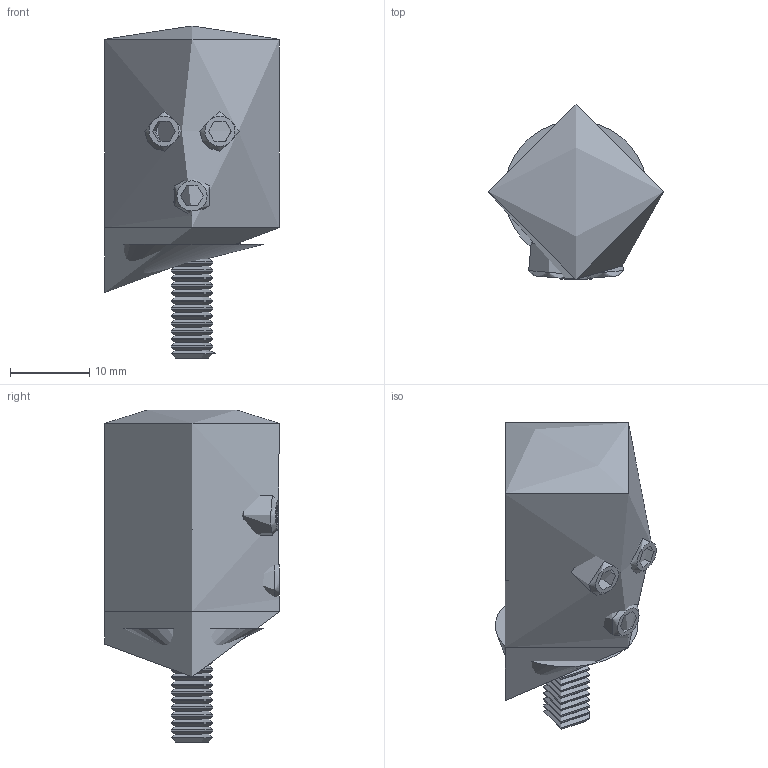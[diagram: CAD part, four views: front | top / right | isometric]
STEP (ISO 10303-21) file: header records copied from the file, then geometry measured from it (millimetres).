
FILE_DESCRIPTION (( 'STEP AP203' ), '1' );
FILE_NAME ('50402-240ASTO.step', '2020-02-11T08:02:40', ( '' ), ( '' ), 'SwSTEP 2.0', 'SolidWorks 2015', '' );
FILE_SCHEMA (( 'CONFIG_CONTROL_DESIGN' ));
Length unit declared in the file: millimetre
Products named in the file (13): 50402-240ASTO; Querstabhalter Teil2 Konfig; DIN913; socket countersunk head screw_din; DIN914_DIN 914 M5x6; Querstabhalter Teil1 Konfig_50XXX-240ASTO Teil1 �12,2; DIN913_DIN 913 M5x5; Querstabhalter Teil2 Konfig_50XXX-240A Teil2 �33,7; DIN914; Querstabhalter Teil1 Konfig; socket countersunk head screw_din_DIN 7991 - M6 x 25 --- 25S
Assembly tree (9 placements, depth 2):
  50402-240ASTO
    DIN913
    DIN913
    DIN914
  Querstabhalter Teil2 Konfig
  50402-240ASTO
    Querstabhalter Teil1 Konfig_50XXX-240ASTO Teil1 �12,2
    Querstabhalter Teil2 Konfig_50XXX-240A Teil2 �33,7
    DIN914_DIN 914 M5x6
    DIN913_DIN 913 M5x5  x2
    socket countersunk head screw_din_DIN 7991 - M6 x 25 --- 25S
  socket countersunk head screw_din
  Querstabhalter Teil1 Konfig
Bounding box: 22 x 22 x 41.88 mm (x, y, z)
Volume: 8146.7 mm3; surface area: 6320.1 mm2
Topology: 6 solids, 6 shells, 427 faces, 1061 edges, 679 vertices
Faces by surface type: plane 209, bspline 121, cone 57, cylinder 38, sphere 1, torus 1
Full cylindrical faces by diameter (mm): 4.2 x3, 5 x3, 6 x22, 6.5 x1, 11.57 x1, 11.9 x2, 12 x1, 12.2 x1, 18 x1, 22 x2
Entity records: 27625 total; most frequent: CARTESIAN_POINT 17845, ORIENTED_EDGE 1818, DIRECTION 1365, EDGE_CURVE 909, VERTEX_POINT 636, LINE 553, VECTOR 553, EDGE_LOOP 547
